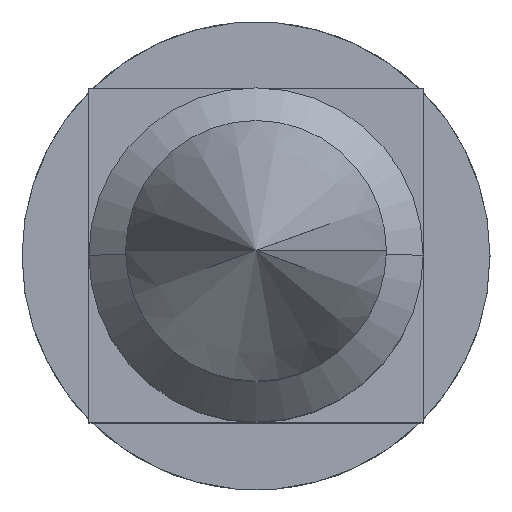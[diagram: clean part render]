
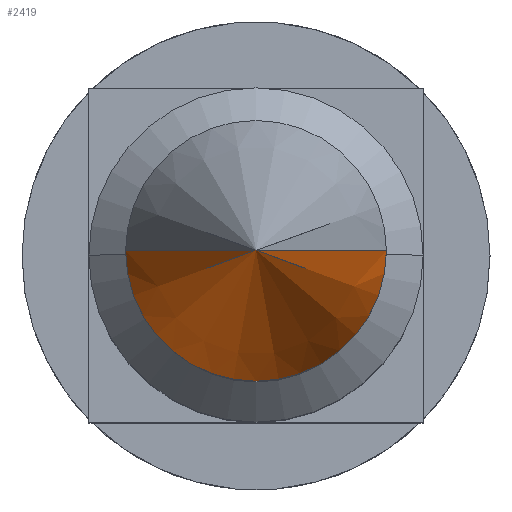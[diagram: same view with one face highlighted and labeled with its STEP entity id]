
A CAD part, top view. The second image highlights one B-rep face of the part: STEP entity #2419.
In plain terms, the highlighted conical face has half-angle 20 degrees and reference radius 0.39 mm.
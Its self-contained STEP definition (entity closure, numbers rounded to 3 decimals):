
#412 = EDGE_LOOP ( 'NONE', ( #3975, #3976, #3977 ) ) ;
#1428 = DIRECTION ( 'NONE',  ( 0.342, 0., -0.94 ) ) ;
#1432 = CARTESIAN_POINT ( 'NONE',  ( 0.39, 0., 7.028 ) ) ;
#1434 = CARTESIAN_POINT ( 'NONE',  ( -0.39, 0., 7.028 ) ) ;
#1439 = DIRECTION ( 'NONE',  ( -0.342, 0., -0.94 ) ) ;
#2419 = ADVANCED_FACE ( 'NONE', ( #6206 ), #6212, .T. ) ;
#2740 = AXIS2_PLACEMENT_3D ( 'NONE', #3116, #3114, #3107 ) ;
#2761 = AXIS2_PLACEMENT_3D ( 'NONE', #6596, #6597, #6598 ) ;
#3107 = DIRECTION ( 'NONE',  ( -1., 0., 0. ) ) ;
#3114 = DIRECTION ( 'NONE',  ( 0., 0., -1. ) ) ;
#3116 = CARTESIAN_POINT ( 'NONE',  ( 0., 0., 7.028 ) ) ;
#3975 = ORIENTED_EDGE ( 'NONE', *, *, #4230, .F. ) ;
#3976 = ORIENTED_EDGE ( 'NONE', *, *, #4231, .T. ) ;
#3977 = ORIENTED_EDGE ( 'NONE', *, *, #4167, .T. ) ;
#4019 = VERTEX_POINT ( 'NONE', #6519 ) ;
#4020 = VERTEX_POINT ( 'NONE', #6520 ) ;
#4021 = VERTEX_POINT ( 'NONE', #6521 ) ;
#4167 = EDGE_CURVE ( 'NONE', #4019, #4020, #6229, .T. ) ;
#4230 = EDGE_CURVE ( 'NONE', #4021, #4020, #6311, .T. ) ;
#4231 = EDGE_CURVE ( 'NONE', #4021, #4019, #6309, .T. ) ;
#6206 = FACE_OUTER_BOUND ( 'NONE', #412, .T. ) ;
#6212 = CONICAL_SURFACE ( 'NONE', #2740, 0.39, 0.349 ) ;
#6229 = CIRCLE ( 'NONE', #2761, 0.39 ) ;
#6309 = LINE ( 'NONE', #1434, #6315 ) ;
#6311 = LINE ( 'NONE', #1432, #6313 ) ;
#6313 = VECTOR ( 'NONE', #1428, 1000. ) ;
#6315 = VECTOR ( 'NONE', #1439, 1000. ) ;
#6519 = CARTESIAN_POINT ( 'NONE',  ( -0.39, 0., 7.028 ) ) ;
#6520 = CARTESIAN_POINT ( 'NONE',  ( 0.39, 0., 7.028 ) ) ;
#6521 = CARTESIAN_POINT ( 'NONE',  ( 0., 0., 8.1 ) ) ;
#6596 = CARTESIAN_POINT ( 'NONE',  ( 0., 0., 7.028 ) ) ;
#6597 = DIRECTION ( 'NONE',  ( 0., 0., 1. ) ) ;
#6598 = DIRECTION ( 'NONE',  ( 1., 0., 0. ) ) ;
